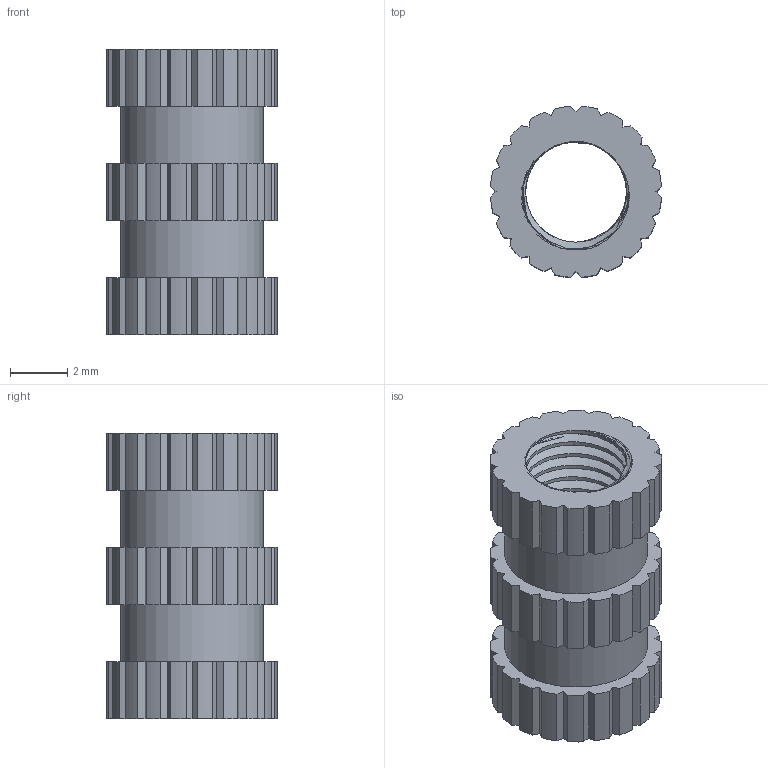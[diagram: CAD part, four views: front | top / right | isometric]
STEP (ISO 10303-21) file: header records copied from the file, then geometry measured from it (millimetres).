
FILE_DESCRIPTION(/* description */ (''),/* implementation_level */ '2;1');
FILE_NAME(/* name */ 'M4x10x6-Brass v3.step',/* time_stamp */ '2022-07-01T15:19:58-07:00',/* author */ (''),/* organization */ (''),/* preprocessor_version */ 'ST-DEVELOPER v19',/* originating_system */ 'Autodesk Translation Framework v11.7.0.108',/* authorisation */ '');
FILE_SCHEMA (('AUTOMOTIVE_DESIGN { 1 0 10303 214 3 1 1 }'));
Length unit declared in the file: millimetre
Products named in the file (1): M4x10x6-Brass
Bounding box: 5.99 x 5.99 x 10 mm (x, y, z)
Volume: 132.5 mm3; surface area: 454.4 mm2
Topology: 1 solids, 1 shells, 232 faces, 678 edges, 452 vertices
Faces by surface type: plane 126, cylinder 104, bspline 2
Full cylindrical faces by diameter (mm): 3.529 x10, 4.086 x5, 5 x2
Entity records: 10149 total; most frequent: CARTESIAN_POINT 4000, ORIENTED_EDGE 1356, DIRECTION 1180, EDGE_CURVE 678, LINE 462, VECTOR 462, VERTEX_POINT 452, AXIS2_PLACEMENT_3D 359
